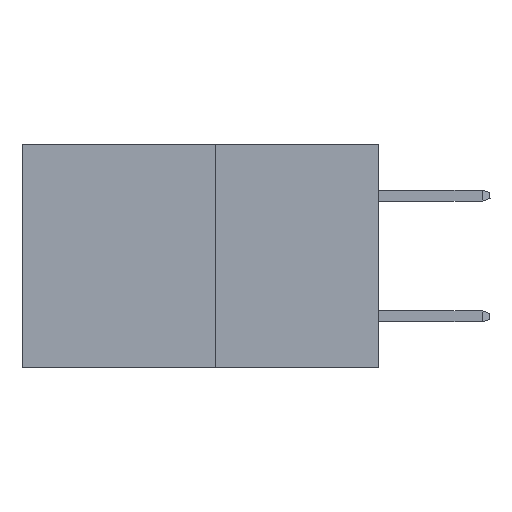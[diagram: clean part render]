
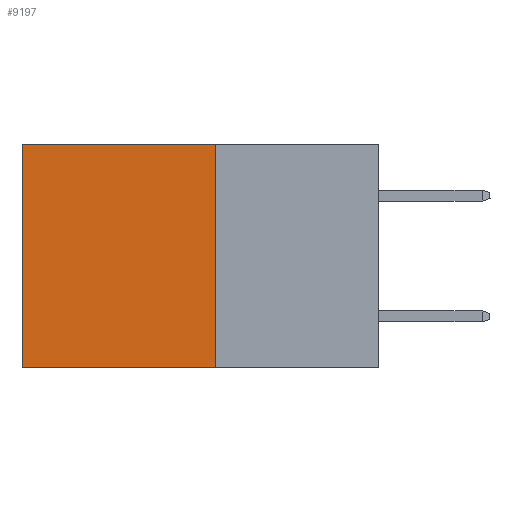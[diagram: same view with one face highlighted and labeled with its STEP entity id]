
A CAD part, left-side view. The second image highlights one B-rep face of the part: STEP entity #9197.
In plain terms, the highlighted planar face has unit normal (-1, 0, 0).
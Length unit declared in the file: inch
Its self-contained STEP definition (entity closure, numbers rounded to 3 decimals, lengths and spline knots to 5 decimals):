
#658 = EDGE_CURVE ( 'NONE', #3728, #18039, #19848, .T. ) ;
#1760 = DIRECTION ( 'NONE',  ( 0., 1., 0. ) ) ;
#1900 = EDGE_LOOP ( 'NONE', ( #13782, #9212, #9990, #17802 ) ) ;
#2120 = DIRECTION ( 'NONE',  ( 0., 0., -1. ) ) ;
#2603 = CARTESIAN_POINT ( 'NONE',  ( 0.277, 0.59, -0.37 ) ) ;
#2690 = EDGE_CURVE ( 'NONE', #15174, #9595, #7078, .T. ) ;
#3000 = CARTESIAN_POINT ( 'NONE',  ( 0.277, 0.27, -0.37 ) ) ;
#3665 = DIRECTION ( 'NONE',  ( 1., 0., 0. ) ) ;
#3719 = CARTESIAN_POINT ( 'NONE',  ( 0.277, 0.59, -0.37 ) ) ;
#3728 = VERTEX_POINT ( 'NONE', #11618 ) ;
#5233 = PLANE ( 'NONE',  #5621 ) ;
#5621 = AXIS2_PLACEMENT_3D ( 'NONE', #7533, #3665, #2120 ) ;
#6127 = CARTESIAN_POINT ( 'NONE',  ( 0.277, 0.27, -0.37 ) ) ;
#6179 = LINE ( 'NONE', #2603, #6641 ) ;
#6229 = CARTESIAN_POINT ( 'NONE',  ( 0.277, 0.27, -0.37 ) ) ;
#6641 = VECTOR ( 'NONE', #11832, 39.37008 ) ;
#7078 = LINE ( 'NONE', #3000, #19015 ) ;
#7166 = LINE ( 'NONE', #6229, #19099 ) ;
#7428 = CARTESIAN_POINT ( 'NONE',  ( 0.277, 0.27, 0. ) ) ;
#7533 = CARTESIAN_POINT ( 'NONE',  ( 0.277, 0.27, -0.37 ) ) ;
#7748 = DIRECTION ( 'NONE',  ( 0., 0., -1. ) ) ;
#9197 = ADVANCED_FACE ( 'NONE', ( #12775 ), #5233, .F. ) ;
#9212 = ORIENTED_EDGE ( 'NONE', *, *, #2690, .F. ) ;
#9595 = VERTEX_POINT ( 'NONE', #3719 ) ;
#9990 = ORIENTED_EDGE ( 'NONE', *, *, #18186, .F. ) ;
#10308 = EDGE_CURVE ( 'NONE', #18039, #9595, #6179, .T. ) ;
#10699 = DIRECTION ( 'NONE',  ( 0., 1., 0. ) ) ;
#11618 = CARTESIAN_POINT ( 'NONE',  ( 0.277, 0.27, 0. ) ) ;
#11832 = DIRECTION ( 'NONE',  ( 0., 0., -1. ) ) ;
#12775 = FACE_OUTER_BOUND ( 'NONE', #1900, .T. ) ;
#13357 = CARTESIAN_POINT ( 'NONE',  ( 0.277, 0.59, 0. ) ) ;
#13782 = ORIENTED_EDGE ( 'NONE', *, *, #10308, .T. ) ;
#15174 = VERTEX_POINT ( 'NONE', #6127 ) ;
#15671 = VECTOR ( 'NONE', #10699, 39.37008 ) ;
#17802 = ORIENTED_EDGE ( 'NONE', *, *, #658, .T. ) ;
#18039 = VERTEX_POINT ( 'NONE', #13357 ) ;
#18186 = EDGE_CURVE ( 'NONE', #3728, #15174, #7166, .T. ) ;
#19015 = VECTOR ( 'NONE', #1760, 39.37008 ) ;
#19099 = VECTOR ( 'NONE', #7748, 39.37008 ) ;
#19848 = LINE ( 'NONE', #7428, #15671 ) ;
